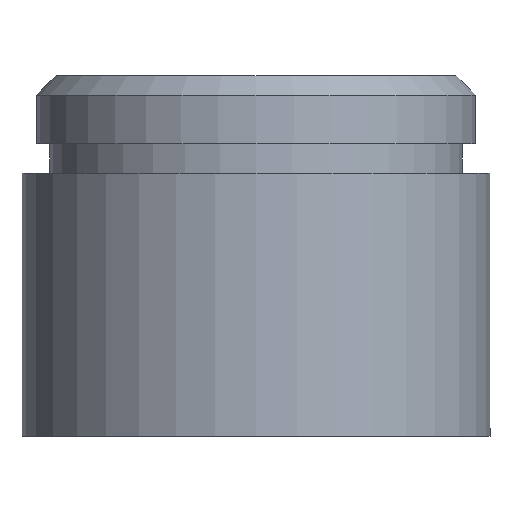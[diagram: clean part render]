
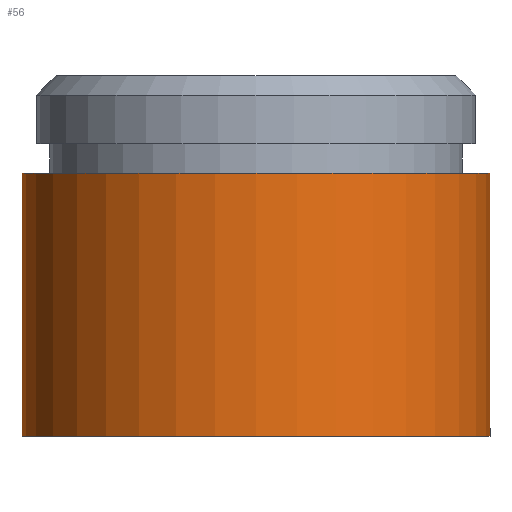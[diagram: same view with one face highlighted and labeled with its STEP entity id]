
A CAD part, front view. The second image highlights one B-rep face of the part: STEP entity #56.
In plain terms, the highlighted cylindrical face has radius 12 mm (diameter 24 mm), a full revolution.
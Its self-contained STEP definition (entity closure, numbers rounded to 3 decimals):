
#43=CYLINDRICAL_SURFACE('',#225,12.);
#56=ADVANCED_FACE('F3',(#86,#87),#43,.T.);
#86=FACE_BOUND('',#116,.T.);
#87=FACE_BOUND('',#117,.T.);
#116=EDGE_LOOP('',(#146));
#117=EDGE_LOOP('',(#147));
#146=ORIENTED_EDGE('',*,*,#182,.T.);
#147=ORIENTED_EDGE('',*,*,#181,.T.);
#166=VERTEX_POINT('',#328);
#167=VERTEX_POINT('',#331);
#181=EDGE_CURVE('E3',#166,#166,#196,.T.);
#182=EDGE_CURVE('E5',#167,#167,#197,.T.);
#196=CIRCLE('',#222,12.);
#197=CIRCLE('',#224,12.);
#222=AXIS2_PLACEMENT_3D('',#327,#276,#277);
#224=AXIS2_PLACEMENT_3D('',#330,#280,#281);
#225=AXIS2_PLACEMENT_3D('',#332,#282,#283);
#276=DIRECTION('',(0.,0.,-1.));
#277=DIRECTION('',(-1.,0.,0.));
#280=DIRECTION('',(0.,0.,1.));
#281=DIRECTION('',(0.,-1.,0.));
#282=DIRECTION('',(0.,0.,1.));
#283=DIRECTION('',(0.,-1.,0.));
#327=CARTESIAN_POINT('',(-0.723,-3.048,23.5));
#328=CARTESIAN_POINT('',(-12.723,-3.048,23.5));
#330=CARTESIAN_POINT('',(-0.723,-3.048,10.));
#331=CARTESIAN_POINT('',(-0.723,-15.048,10.));
#332=CARTESIAN_POINT('',(-0.723,-3.048,10.));
